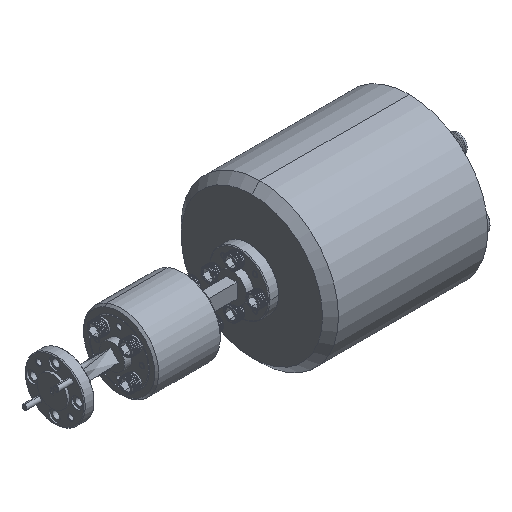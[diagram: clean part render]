
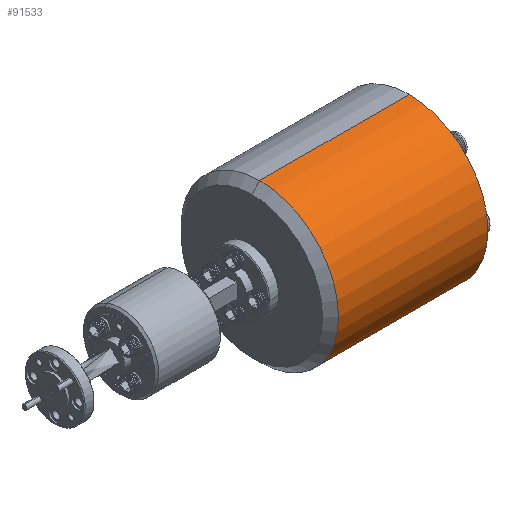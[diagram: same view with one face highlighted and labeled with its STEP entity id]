
A CAD part, isometric view. The second image highlights one B-rep face of the part: STEP entity #91533.
In plain terms, the highlighted cylindrical face has radius 25 mm (diameter 50 mm), a partial arc.
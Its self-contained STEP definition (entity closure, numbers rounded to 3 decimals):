
#9290 = CARTESIAN_POINT ( 'NONE',  ( 54.491, 34.789, 36.629 ) ) ;
#11601 = VERTEX_POINT ( 'NONE', #27655 ) ;
#14045 = EDGE_CURVE ( 'NONE', #80346, #57866, #42507, .T. ) ;
#17786 = DIRECTION ( 'NONE',  ( 0., 0., -1. ) ) ;
#20389 = ORIENTED_EDGE ( 'NONE', *, *, #14045, .F. ) ;
#27655 = CARTESIAN_POINT ( 'NONE',  ( 54.491, 34.789, 11.629 ) ) ;
#30233 = AXIS2_PLACEMENT_3D ( 'NONE', #86553, #71037, #38023 ) ;
#31996 = EDGE_CURVE ( 'NONE', #80346, #93833, #35679, .T. ) ;
#35433 = CARTESIAN_POINT ( 'NONE',  ( 54.491, 34.789, 61.629 ) ) ;
#35679 = CIRCLE ( 'NONE', #58995, 25. ) ;
#36459 = EDGE_LOOP ( 'NONE', ( #20389, #92403, #38585, #53040 ) ) ;
#38023 = DIRECTION ( 'NONE',  ( 0., 0., -1. ) ) ;
#38585 = ORIENTED_EDGE ( 'NONE', *, *, #68534, .T. ) ;
#41610 = CARTESIAN_POINT ( 'NONE',  ( 54.491, 34.789, 11.629 ) ) ;
#42507 = LINE ( 'NONE', #91731, #65468 ) ;
#53040 = ORIENTED_EDGE ( 'NONE', *, *, #76133, .F. ) ;
#57866 = VERTEX_POINT ( 'NONE', #35433 ) ;
#58010 = CARTESIAN_POINT ( 'NONE',  ( 7.031, 34.789, 11.629 ) ) ;
#58492 = DIRECTION ( 'NONE',  ( 1., 0., 0. ) ) ;
#58995 = AXIS2_PLACEMENT_3D ( 'NONE', #60132, #94772, #94426 ) ;
#59242 = VECTOR ( 'NONE', #98996, 1000. ) ;
#60132 = CARTESIAN_POINT ( 'NONE',  ( 7.031, 34.789, 36.629 ) ) ;
#65468 = VECTOR ( 'NONE', #58492, 1000. ) ;
#68534 = EDGE_CURVE ( 'NONE', #93833, #11601, #80809, .T. ) ;
#71037 = DIRECTION ( 'NONE',  ( 1., 0., 0. ) ) ;
#76133 = EDGE_CURVE ( 'NONE', #57866, #11601, #99885, .T. ) ;
#80346 = VERTEX_POINT ( 'NONE', #86927 ) ;
#80809 = LINE ( 'NONE', #41610, #59242 ) ;
#82329 = DIRECTION ( 'NONE',  ( 1., 0., 0. ) ) ;
#86553 = CARTESIAN_POINT ( 'NONE',  ( 54.491, 34.789, 36.629 ) ) ;
#86927 = CARTESIAN_POINT ( 'NONE',  ( 7.031, 34.789, 61.629 ) ) ;
#91533 = ADVANCED_FACE ( 'NONE', ( #99791 ), #92159, .T. ) ;
#91731 = CARTESIAN_POINT ( 'NONE',  ( 54.491, 34.789, 61.629 ) ) ;
#92159 = CYLINDRICAL_SURFACE ( 'NONE', #95718, 25. ) ;
#92403 = ORIENTED_EDGE ( 'NONE', *, *, #31996, .T. ) ;
#93833 = VERTEX_POINT ( 'NONE', #58010 ) ;
#94426 = DIRECTION ( 'NONE',  ( 0., 0., -1. ) ) ;
#94772 = DIRECTION ( 'NONE',  ( 1., 0., 0. ) ) ;
#95718 = AXIS2_PLACEMENT_3D ( 'NONE', #9290, #82329, #17786 ) ;
#98996 = DIRECTION ( 'NONE',  ( 1., 0., 0. ) ) ;
#99791 = FACE_OUTER_BOUND ( 'NONE', #36459, .T. ) ;
#99885 = CIRCLE ( 'NONE', #30233, 25. ) ;
